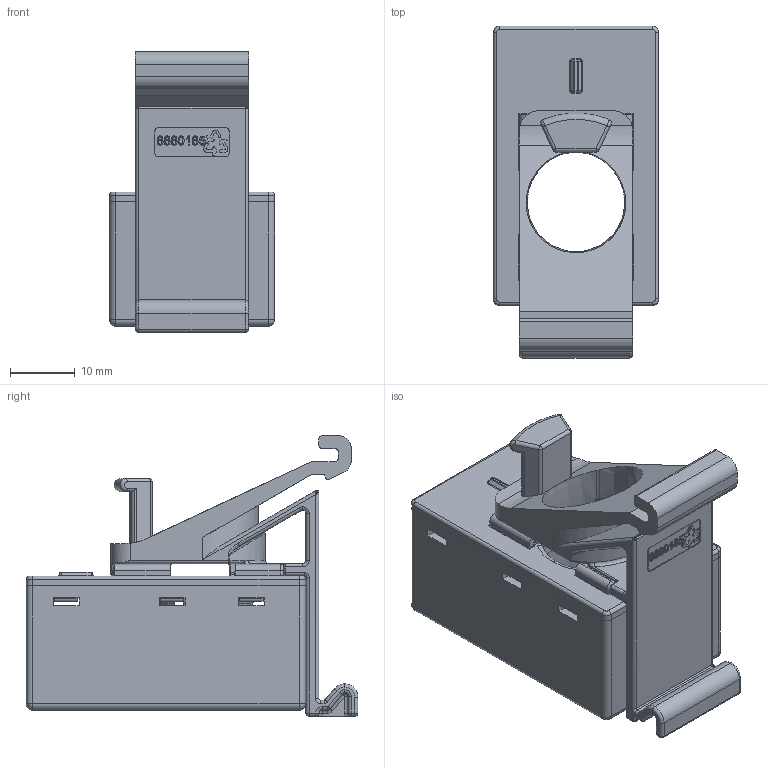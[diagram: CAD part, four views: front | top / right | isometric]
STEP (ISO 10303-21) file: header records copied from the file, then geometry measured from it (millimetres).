
FILE_DESCRIPTION (( 'STEP AP203' ), '1' );
FILE_NAME ('8880132.STEP', '2015-06-25T13:15:29', ( '' ), ( '' ), 'SwSTEP 2.0', 'SolidWorks 2015', '' );
FILE_SCHEMA (( 'CONFIG_CONTROL_DESIGN' ));
Length unit declared in the file: millimetre
Products named in the file (1): 8880132
Bounding box: 25.4 x 51.05 x 43.2 mm (x, y, z)
Surface area: 11394.7 mm2 (no closed solid volume)
Topology: 0 solids, 12 shells, 699 faces, 2098 edges, 1346 vertices
Faces by surface type: cylinder 248, plane 194, bspline 109, torus 95, sphere 33, cone 20
Entity records: 28704 total; most frequent: CARTESIAN_POINT 11053, DIRECTION 3546, ORIENTED_EDGE 3527, EDGE_CURVE 2066, VERTEX_POINT 1346, AXIS2_PLACEMENT_3D 1277, LINE 992, VECTOR 992
